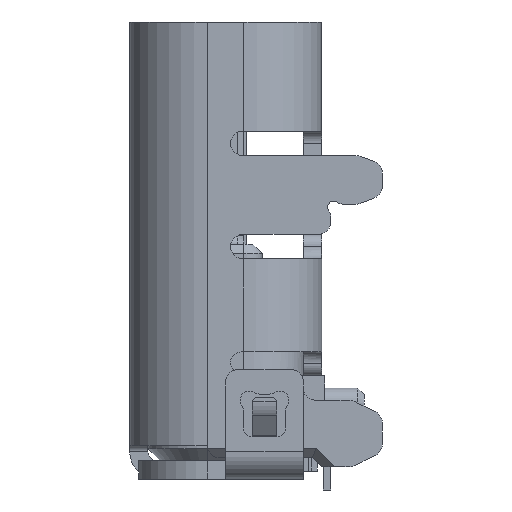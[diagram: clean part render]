
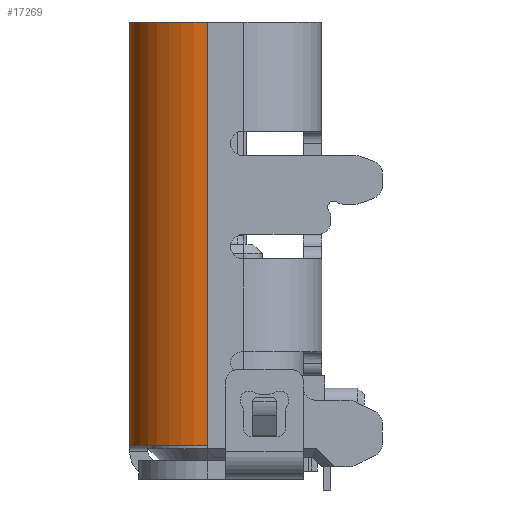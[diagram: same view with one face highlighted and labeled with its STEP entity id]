
A CAD part, left-side view. The second image highlights one B-rep face of the part: STEP entity #17269.
In plain terms, the highlighted cylindrical face has radius 1.28 mm (diameter 2.56 mm), a partial arc.
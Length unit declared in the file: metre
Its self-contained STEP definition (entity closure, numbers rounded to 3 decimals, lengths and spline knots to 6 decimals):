
#377=CIRCLE('',#19047,0.00128);
#378=CIRCLE('',#19048,0.00128);
#621=CYLINDRICAL_SURFACE('',#19046,0.00128);
#2228=ORIENTED_EDGE('',*,*,#6968,.F.);
#2229=ORIENTED_EDGE('',*,*,#6875,.F.);
#2230=ORIENTED_EDGE('',*,*,#6969,.T.);
#2231=ORIENTED_EDGE('',*,*,#6966,.T.);
#6875=EDGE_CURVE('',#9217,#9211,#10813,.T.);
#6966=EDGE_CURVE('',#9296,#9295,#10872,.T.);
#6968=EDGE_CURVE('',#9211,#9295,#377,.T.);
#6969=EDGE_CURVE('',#9217,#9296,#378,.T.);
#9211=VERTEX_POINT('',#26867);
#9217=VERTEX_POINT('',#26881);
#9295=VERTEX_POINT('',#27061);
#9296=VERTEX_POINT('',#27063);
#10813=LINE('',#26882,#12879);
#10872=LINE('',#27062,#12938);
#12879=VECTOR('',#21614,1.);
#12938=VECTOR('',#21743,1.);
#14572=EDGE_LOOP('',(#2228,#2229,#2230,#2231));
#15564=FACE_BOUND('',#14572,.T.);
#17269=ADVANCED_FACE('',(#15564),#621,.T.);
#19046=AXIS2_PLACEMENT_3D('',#27065,#21746,#21747);
#19047=AXIS2_PLACEMENT_3D('',#27066,#21748,#21749);
#19048=AXIS2_PLACEMENT_3D('',#27067,#21750,#21751);
#21614=DIRECTION('',(0.,0.,1.));
#21743=DIRECTION('',(0.,0.,1.));
#21746=DIRECTION('',(0.,0.,1.));
#21747=DIRECTION('',(1.,0.,0.));
#21748=DIRECTION('',(0.,0.,1.));
#21749=DIRECTION('',(-1.,0.,0.));
#21750=DIRECTION('',(0.,0.,1.));
#21751=DIRECTION('',(-1.,0.,0.));
#26867=CARTESIAN_POINT('',(-0.00319,0.00331,0.0026));
#26881=CARTESIAN_POINT('',(-0.00319,0.00331,-0.00438));
#26882=CARTESIAN_POINT('',(-0.00319,0.00331,-0.00438));
#27061=CARTESIAN_POINT('',(-0.00447,0.00203,0.0026));
#27062=CARTESIAN_POINT('',(-0.00447,0.00203,-0.00438));
#27063=CARTESIAN_POINT('',(-0.00447,0.00203,-0.00438));
#27065=CARTESIAN_POINT('',(-0.00319,0.00203,-0.00438));
#27066=CARTESIAN_POINT('',(-0.00319,0.00203,0.0026));
#27067=CARTESIAN_POINT('',(-0.00319,0.00203,-0.00438));
